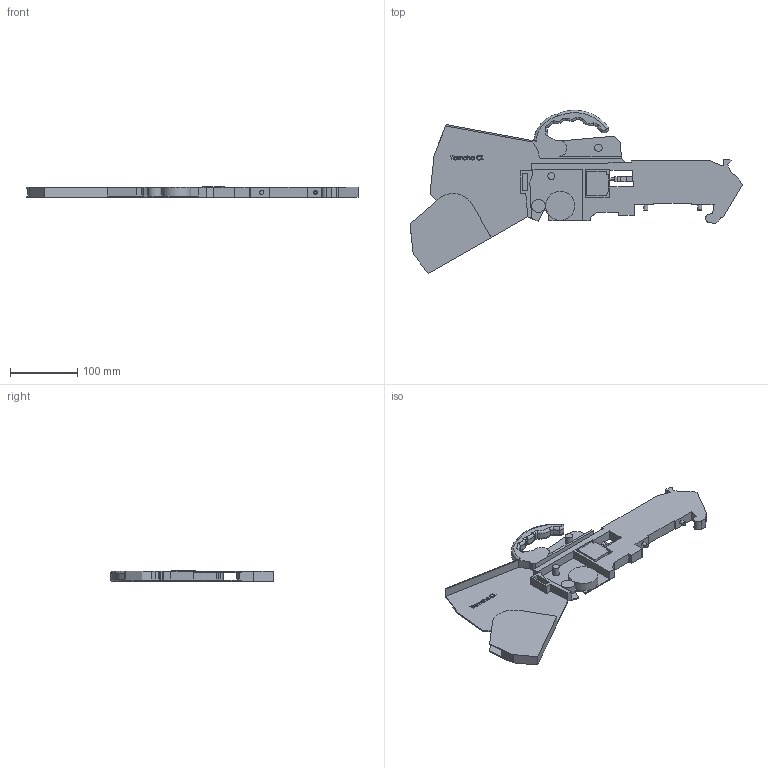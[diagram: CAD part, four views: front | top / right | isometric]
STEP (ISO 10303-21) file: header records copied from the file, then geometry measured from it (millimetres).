
FILE_DESCRIPTION (( 'STEP AP214' ), '1' );
FILE_NAME ('Yamaha_CL_8.STEP', '2024-01-16T08:56:11', ( '' ), ( '' ), 'SwSTEP 2.0', 'SolidWorks 2023', '' );
FILE_SCHEMA (( 'AUTOMOTIVE_DESIGN' ));
Length unit declared in the file: millimetre
Products named in the file (1): Yamaha_CL_8
Bounding box: 493.69 x 242.52 x 16 mm (x, y, z)
Volume: 407911.5 mm3; surface area: 167399.8 mm2
Topology: 1 solids, 1 shells, 416 faces, 1117 edges, 733 vertices
Faces by surface type: plane 255, bspline 96, cylinder 49, torus 16
Entity records: 18180 total; most frequent: CARTESIAN_POINT 8419, ORIENTED_EDGE 2234, DIRECTION 1609, EDGE_CURVE 1117, LINE 807, VECTOR 807, VERTEX_POINT 733, EDGE_LOOP 448
